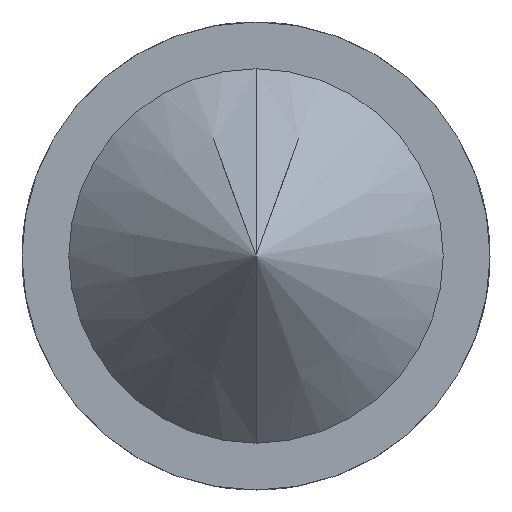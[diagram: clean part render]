
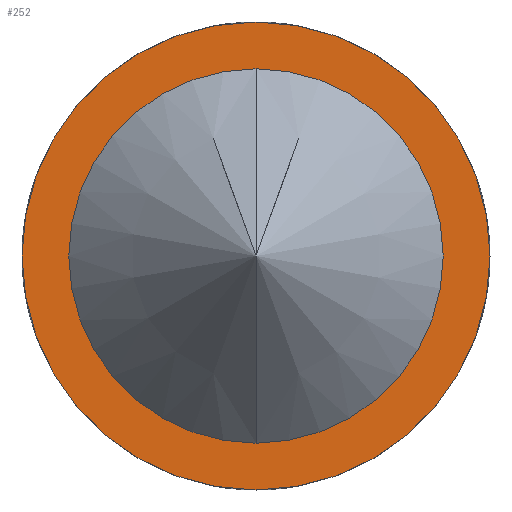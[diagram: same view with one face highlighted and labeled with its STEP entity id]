
A CAD part, front view. The second image highlights one B-rep face of the part: STEP entity #252.
In plain terms, the highlighted planar face has unit normal (0, -1, 0).
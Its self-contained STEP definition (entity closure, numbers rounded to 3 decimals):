
#14 = VERTEX_POINT ( 'NONE', #563 ) ;
#20 = VERTEX_POINT ( 'NONE', #567 ) ;
#28 = FACE_OUTER_BOUND ( 'NONE', #149, .T. ) ;
#77 = ORIENTED_EDGE ( 'NONE', *, *, #279, .F. ) ;
#80 = VERTEX_POINT ( 'NONE', #675 ) ;
#101 = ORIENTED_EDGE ( 'NONE', *, *, #257, .F. ) ;
#117 = VERTEX_POINT ( 'NONE', #537 ) ;
#122 = FACE_BOUND ( 'NONE', #144, .T. ) ;
#144 = EDGE_LOOP ( 'NONE', ( #190, #192 ) ) ;
#149 = EDGE_LOOP ( 'NONE', ( #101, #77 ) ) ;
#190 = ORIENTED_EDGE ( 'NONE', *, *, #261, .T. ) ;
#192 = ORIENTED_EDGE ( 'NONE', *, *, #282, .T. ) ;
#252 = ADVANCED_FACE ( 'NONE', ( #122, #28 ), #631, .T. ) ;
#257 = EDGE_CURVE ( 'NONE', #80, #14, #391, .T. ) ;
#261 = EDGE_CURVE ( 'NONE', #20, #117, #332, .T. ) ;
#279 = EDGE_CURVE ( 'NONE', #14, #80, #346, .T. ) ;
#282 = EDGE_CURVE ( 'NONE', #117, #20, #324, .T. ) ;
#317 = AXIS2_PLACEMENT_3D ( 'NONE', #571, #570, #569 ) ;
#320 = AXIS2_PLACEMENT_3D ( 'NONE', #496, #495, #494 ) ;
#324 = CIRCLE ( 'NONE', #320, 1.5 ) ;
#332 = CIRCLE ( 'NONE', #317, 1.5 ) ;
#337 = AXIS2_PLACEMENT_3D ( 'NONE', #607, #606, #605 ) ;
#346 = CIRCLE ( 'NONE', #362, 2.5 ) ;
#362 = AXIS2_PLACEMENT_3D ( 'NONE', #507, #506, #505 ) ;
#391 = CIRCLE ( 'NONE', #337, 2.5 ) ;
#394 = AXIS2_PLACEMENT_3D ( 'NONE', #630, #629, #628 ) ;
#494 = DIRECTION ( 'NONE',  ( 0., 0., 1. ) ) ;
#495 = DIRECTION ( 'NONE',  ( 0., 1., 0. ) ) ;
#496 = CARTESIAN_POINT ( 'NONE',  ( 0., 0., 0. ) ) ;
#505 = DIRECTION ( 'NONE',  ( 0., 0., 1. ) ) ;
#506 = DIRECTION ( 'NONE',  ( 0., 1., 0. ) ) ;
#507 = CARTESIAN_POINT ( 'NONE',  ( 0., 0., 0. ) ) ;
#537 = CARTESIAN_POINT ( 'NONE',  ( 0., 0., -1.5 ) ) ;
#563 = CARTESIAN_POINT ( 'NONE',  ( 0., 0., -2.5 ) ) ;
#567 = CARTESIAN_POINT ( 'NONE',  ( 0., 0., 1.5 ) ) ;
#569 = DIRECTION ( 'NONE',  ( 0., 0., 1. ) ) ;
#570 = DIRECTION ( 'NONE',  ( 0., 1., 0. ) ) ;
#571 = CARTESIAN_POINT ( 'NONE',  ( 0., 0., 0. ) ) ;
#605 = DIRECTION ( 'NONE',  ( 0., 0., 1. ) ) ;
#606 = DIRECTION ( 'NONE',  ( 0., 1., 0. ) ) ;
#607 = CARTESIAN_POINT ( 'NONE',  ( 0., 0., 0. ) ) ;
#628 = DIRECTION ( 'NONE',  ( 0., 0., -1. ) ) ;
#629 = DIRECTION ( 'NONE',  ( 0., -1., 0. ) ) ;
#630 = CARTESIAN_POINT ( 'NONE',  ( 0., 0., 2.5 ) ) ;
#631 = PLANE ( 'NONE',  #394 ) ;
#675 = CARTESIAN_POINT ( 'NONE',  ( 0., 0., 2.5 ) ) ;
